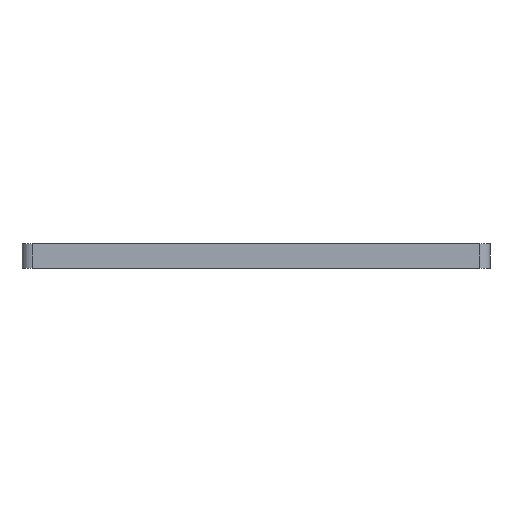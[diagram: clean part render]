
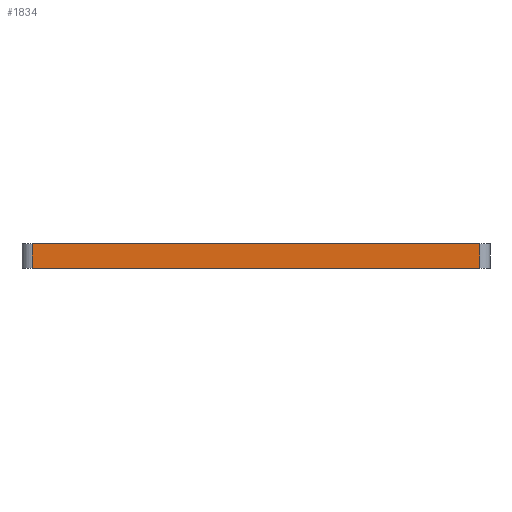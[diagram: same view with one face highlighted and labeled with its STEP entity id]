
A CAD part, front view. The second image highlights one B-rep face of the part: STEP entity #1834.
In plain terms, the highlighted planar face has unit normal (0, -1, 0).
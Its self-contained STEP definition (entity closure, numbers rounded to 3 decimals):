
#519=CARTESIAN_POINT('',(27.175,-109.925,8.));
#520=VERTEX_POINT('',#519);
#528=CARTESIAN_POINT('',(-27.175,-109.925,8.));
#529=VERTEX_POINT('',#528);
#530=CARTESIAN_POINT('',(27.175,-109.925,8.));
#531=DIRECTION('',(-1.,-0.,0.));
#532=VECTOR('',#531,54.35);
#533=LINE('',#530,#532);
#534=EDGE_CURVE('',#520,#529,#533,.T.);
#1804=CARTESIAN_POINT('',(0.,-109.925,11.));
#1805=DIRECTION('',(0.,-1.,0.));
#1806=DIRECTION('',(0.,0.,1.));
#1807=AXIS2_PLACEMENT_3D('',#1804,#1805,#1806);
#1808=PLANE('',#1807);
#1809=ORIENTED_EDGE('',*,*,#534,.F.);
#1810=CARTESIAN_POINT('',(27.175,-109.925,11.));
#1811=VERTEX_POINT('',#1810);
#1812=CARTESIAN_POINT('',(27.175,-109.925,8.));
#1813=DIRECTION('',(-0.,-0.,1.));
#1814=VECTOR('',#1813,3.);
#1815=LINE('',#1812,#1814);
#1816=EDGE_CURVE('',#520,#1811,#1815,.T.);
#1817=ORIENTED_EDGE('',*,*,#1816,.T.);
#1818=CARTESIAN_POINT('',(-27.175,-109.925,11.));
#1819=VERTEX_POINT('',#1818);
#1820=CARTESIAN_POINT('',(27.175,-109.925,11.));
#1821=DIRECTION('',(-1.,-0.,0.));
#1822=VECTOR('',#1821,54.35);
#1823=LINE('',#1820,#1822);
#1824=EDGE_CURVE('',#1811,#1819,#1823,.T.);
#1825=ORIENTED_EDGE('',*,*,#1824,.T.);
#1826=CARTESIAN_POINT('',(-27.175,-109.925,11.));
#1827=DIRECTION('',(0.,0.,-1.));
#1828=VECTOR('',#1827,3.);
#1829=LINE('',#1826,#1828);
#1830=EDGE_CURVE('',#1819,#529,#1829,.T.);
#1831=ORIENTED_EDGE('',*,*,#1830,.T.);
#1832=EDGE_LOOP('',(#1809,#1817,#1825,#1831));
#1833=FACE_BOUND('',#1832,.T.);
#1834=ADVANCED_FACE('',(#1833),#1808,.T.);
